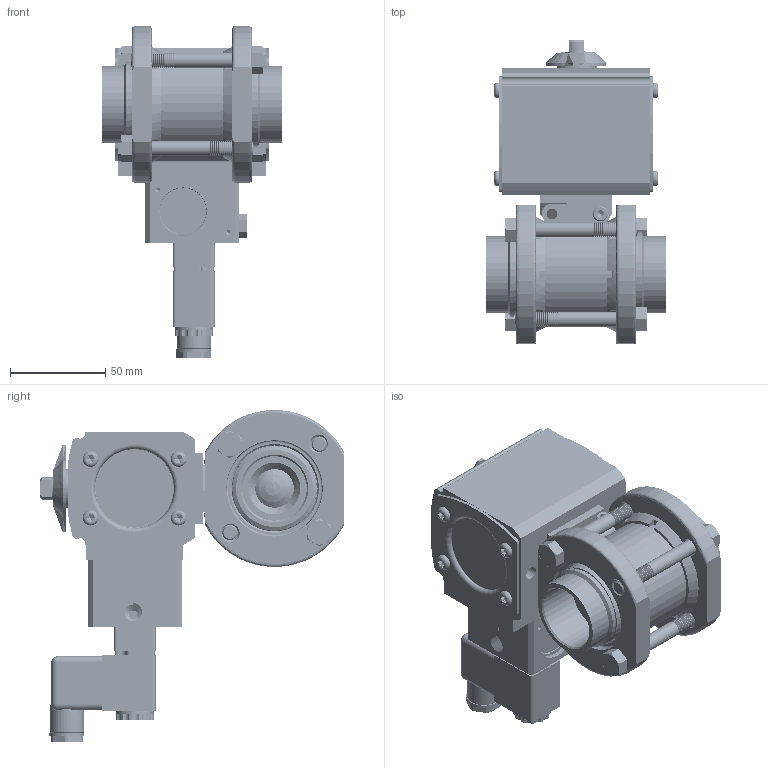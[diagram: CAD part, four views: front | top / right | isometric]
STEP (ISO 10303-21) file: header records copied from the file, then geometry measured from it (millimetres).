
FILE_DESCRIPTION (( 'STEP AP203' ), '1' );
FILE_NAME ('28XXSWSA512D4GPDS.step', '2018-09-05T13:28:31', ( '' ), ( '' ), 'SwSTEP 2.0', 'SolidWorks 2018', '' );
FILE_SCHEMA (( 'CONFIG_CONTROL_DESIGN' ));
Products named in the file (1): 28XXSWSA512D4GPDS
Bounding box: 95.15 x 159.47 x 174.63 mm (x, y, z)
Volume: 525581.6 mm3; surface area: 201126.8 mm2
Topology: 50 solids, 50 shells, 4012 faces, 10428 edges, 6470 vertices
Faces by surface type: cylinder 1768, cone 1202, plane 663, torus 209, bspline 164, sphere 6
Entity records: 183625 total; most frequent: CARTESIAN_POINT 88710, ORIENTED_EDGE 20512, DIRECTION 20029, EDGE_CURVE 10256, AXIS2_PLACEMENT_3D 8091, VERTEX_POINT 6466, EDGE_LOOP 4278, CIRCLE 4242
